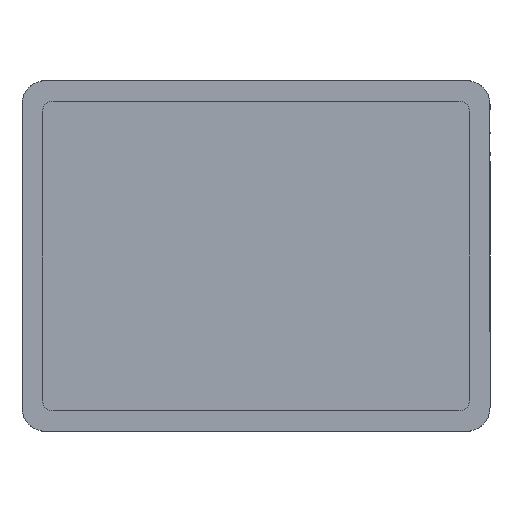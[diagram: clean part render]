
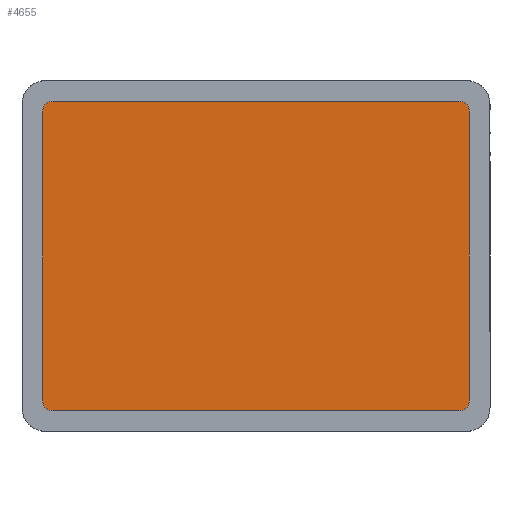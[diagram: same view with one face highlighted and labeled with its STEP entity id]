
A CAD part, front view. The second image highlights one B-rep face of the part: STEP entity #4655.
In plain terms, the highlighted planar face has unit normal (0, -1, 0).
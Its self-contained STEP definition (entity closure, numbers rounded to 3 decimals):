
#7 = EDGE_CURVE ( 'NONE', #13797, #8334, #18217, .T. ) ;
#841 = LINE ( 'NONE', #14955, #4796 ) ;
#1095 = EDGE_CURVE ( 'NONE', #20142, #19149, #13468, .T. ) ;
#1328 = CARTESIAN_POINT ( 'NONE',  ( -173., 0., 132. ) ) ;
#1402 = EDGE_LOOP ( 'NONE', ( #11318, #12909, #18544, #18576, #17129, #16562, #3822, #16462 ) ) ;
#1735 = CIRCLE ( 'NONE', #7474, 9. ) ;
#1856 = DIRECTION ( 'NONE',  ( 0., 1., 0. ) ) ;
#1863 = LINE ( 'NONE', #3332, #3898 ) ;
#1924 = VERTEX_POINT ( 'NONE', #11589 ) ;
#2288 = DIRECTION ( 'NONE',  ( 0., 1., 0. ) ) ;
#2950 = AXIS2_PLACEMENT_3D ( 'NONE', #3969, #10404, #18081 ) ;
#3332 = CARTESIAN_POINT ( 'NONE',  ( 182., 0., 123. ) ) ;
#3409 = CIRCLE ( 'NONE', #7460, 9. ) ;
#3822 = ORIENTED_EDGE ( 'NONE', *, *, #15428, .F. ) ;
#3898 = VECTOR ( 'NONE', #16195, 1000. ) ;
#3969 = CARTESIAN_POINT ( 'NONE',  ( -173., 0., 123. ) ) ;
#4655 = ADVANCED_FACE ( 'NONE', ( #15996 ), #18955, .F. ) ;
#4796 = VECTOR ( 'NONE', #13700, 1000. ) ;
#4895 = EDGE_CURVE ( 'NONE', #19149, #5423, #1863, .T. ) ;
#5423 = VERTEX_POINT ( 'NONE', #18768 ) ;
#5564 = CARTESIAN_POINT ( 'NONE',  ( 173., 0., -123. ) ) ;
#5882 = CARTESIAN_POINT ( 'NONE',  ( -182., 0., 123. ) ) ;
#6104 = DIRECTION ( 'NONE',  ( 0., 0., 1. ) ) ;
#6624 = EDGE_CURVE ( 'NONE', #8334, #1924, #3409, .T. ) ;
#7460 = AXIS2_PLACEMENT_3D ( 'NONE', #15952, #12597, #12484 ) ;
#7474 = AXIS2_PLACEMENT_3D ( 'NONE', #5564, #2288, #15371 ) ;
#8334 = VERTEX_POINT ( 'NONE', #18331 ) ;
#8533 = CARTESIAN_POINT ( 'NONE',  ( 173., 0., -132. ) ) ;
#8779 = VERTEX_POINT ( 'NONE', #1328 ) ;
#9100 = VECTOR ( 'NONE', #16135, 1000. ) ;
#9809 = CARTESIAN_POINT ( 'NONE',  ( 173., 0., 132. ) ) ;
#10404 = DIRECTION ( 'NONE',  ( 0., 1., 0. ) ) ;
#11053 = EDGE_CURVE ( 'NONE', #5423, #13797, #1735, .T. ) ;
#11318 = ORIENTED_EDGE ( 'NONE', *, *, #6624, .F. ) ;
#11589 = CARTESIAN_POINT ( 'NONE',  ( -182., 0., -123. ) ) ;
#12018 = CARTESIAN_POINT ( 'NONE',  ( -173., 0., -132. ) ) ;
#12434 = CARTESIAN_POINT ( 'NONE',  ( -173., 0., -123. ) ) ;
#12484 = DIRECTION ( 'NONE',  ( 0., 0., 1. ) ) ;
#12597 = DIRECTION ( 'NONE',  ( 0., 1., 0. ) ) ;
#12909 = ORIENTED_EDGE ( 'NONE', *, *, #7, .F. ) ;
#12935 = VECTOR ( 'NONE', #16537, 1000. ) ;
#13468 = CIRCLE ( 'NONE', #15152, 9. ) ;
#13700 = DIRECTION ( 'NONE',  ( 0., 0., 1. ) ) ;
#13713 = EDGE_CURVE ( 'NONE', #1924, #15624, #841, .T. ) ;
#13797 = VERTEX_POINT ( 'NONE', #8533 ) ;
#13829 = AXIS2_PLACEMENT_3D ( 'NONE', #12434, #19143, #6104 ) ;
#14561 = CARTESIAN_POINT ( 'NONE',  ( -173., 0., 132. ) ) ;
#14872 = LINE ( 'NONE', #14561, #9100 ) ;
#14955 = CARTESIAN_POINT ( 'NONE',  ( -182., 0., 123. ) ) ;
#15152 = AXIS2_PLACEMENT_3D ( 'NONE', #19445, #1856, #17758 ) ;
#15371 = DIRECTION ( 'NONE',  ( 0., 0., 1. ) ) ;
#15428 = EDGE_CURVE ( 'NONE', #15624, #8779, #19765, .T. ) ;
#15624 = VERTEX_POINT ( 'NONE', #5882 ) ;
#15952 = CARTESIAN_POINT ( 'NONE',  ( -173., 0., -123. ) ) ;
#15996 = FACE_OUTER_BOUND ( 'NONE', #1402, .T. ) ;
#16135 = DIRECTION ( 'NONE',  ( 1., 0., 0. ) ) ;
#16195 = DIRECTION ( 'NONE',  ( 0., 0., -1. ) ) ;
#16462 = ORIENTED_EDGE ( 'NONE', *, *, #13713, .F. ) ;
#16537 = DIRECTION ( 'NONE',  ( -1., 0., 0. ) ) ;
#16562 = ORIENTED_EDGE ( 'NONE', *, *, #19091, .F. ) ;
#17129 = ORIENTED_EDGE ( 'NONE', *, *, #1095, .F. ) ;
#17758 = DIRECTION ( 'NONE',  ( 0., 0., 1. ) ) ;
#18023 = CARTESIAN_POINT ( 'NONE',  ( 182., 0., 123. ) ) ;
#18081 = DIRECTION ( 'NONE',  ( 0., 0., 1. ) ) ;
#18217 = LINE ( 'NONE', #12018, #12935 ) ;
#18331 = CARTESIAN_POINT ( 'NONE',  ( -173., 0., -132. ) ) ;
#18544 = ORIENTED_EDGE ( 'NONE', *, *, #11053, .F. ) ;
#18576 = ORIENTED_EDGE ( 'NONE', *, *, #4895, .F. ) ;
#18768 = CARTESIAN_POINT ( 'NONE',  ( 182., 0., -123. ) ) ;
#18955 = PLANE ( 'NONE',  #13829 ) ;
#19091 = EDGE_CURVE ( 'NONE', #8779, #20142, #14872, .T. ) ;
#19143 = DIRECTION ( 'NONE',  ( 0., 1., 0. ) ) ;
#19149 = VERTEX_POINT ( 'NONE', #18023 ) ;
#19445 = CARTESIAN_POINT ( 'NONE',  ( 173., 0., 123. ) ) ;
#19765 = CIRCLE ( 'NONE', #2950, 9. ) ;
#20142 = VERTEX_POINT ( 'NONE', #9809 ) ;
